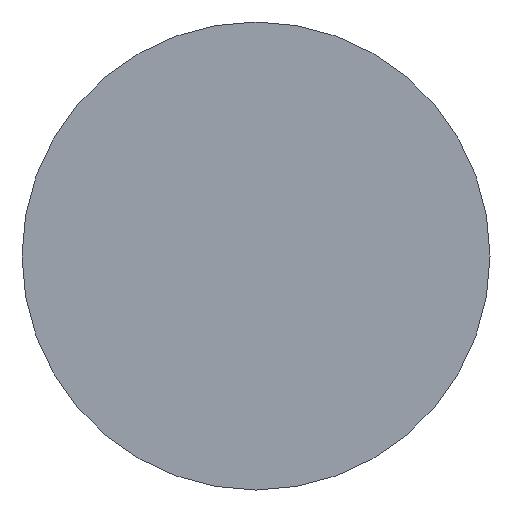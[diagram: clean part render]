
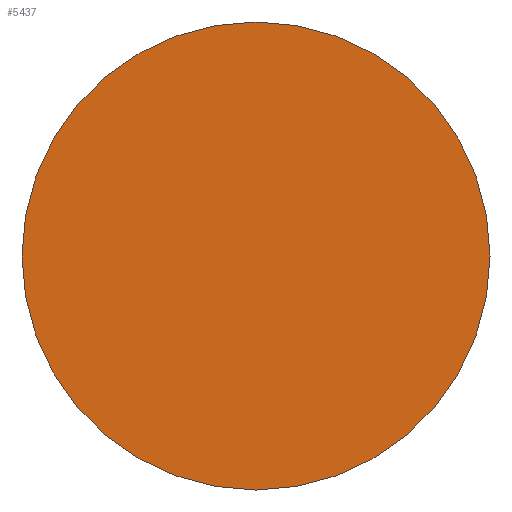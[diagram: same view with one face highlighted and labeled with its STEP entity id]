
A CAD part, left-side view. The second image highlights one B-rep face of the part: STEP entity #5437.
In plain terms, the highlighted planar face has unit normal (-1, 0, 0).
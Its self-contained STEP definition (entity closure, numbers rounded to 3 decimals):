
#1651 = ORIENTED_EDGE ( 'NONE', *, *, #5916, .T. ) ;
#1652 = ORIENTED_EDGE ( 'NONE', *, *, #6089, .T. ) ;
#1807 = VERTEX_POINT ( 'NONE', #7000 ) ;
#1808 = VERTEX_POINT ( 'NONE', #6859 ) ;
#3033 = CARTESIAN_POINT ( 'NONE',  ( 0., 0., 0. ) ) ;
#3034 = DIRECTION ( 'NONE',  ( -1., 0., 0. ) ) ;
#3035 = DIRECTION ( 'NONE',  ( 0., 0., 1. ) ) ;
#4586 = FACE_OUTER_BOUND ( 'NONE', #8294, .T. ) ;
#4786 = CIRCLE ( 'NONE', #6305, 2.5 ) ;
#4951 = CIRCLE ( 'NONE', #6372, 2.5 ) ;
#5437 = ADVANCED_FACE ( 'NONE', ( #4586 ), #5500, .F. ) ;
#5493 = CARTESIAN_POINT ( 'NONE',  ( 0., 0., 0. ) ) ;
#5500 = PLANE ( 'NONE',  #6249 ) ;
#5502 = DIRECTION ( 'NONE',  ( 1., 0., 0. ) ) ;
#5503 = DIRECTION ( 'NONE',  ( 0., 0., -1. ) ) ;
#5916 = EDGE_CURVE ( 'NONE', #1808, #1807, #4786, .T. ) ;
#6089 = EDGE_CURVE ( 'NONE', #1807, #1808, #4951, .T. ) ;
#6249 = AXIS2_PLACEMENT_3D ( 'NONE', #5493, #5502, #5503 ) ;
#6305 = AXIS2_PLACEMENT_3D ( 'NONE', #3033, #3034, #3035 ) ;
#6372 = AXIS2_PLACEMENT_3D ( 'NONE', #7482, #7483, #7484 ) ;
#6859 = CARTESIAN_POINT ( 'NONE',  ( 0., 0., -2.5 ) ) ;
#7000 = CARTESIAN_POINT ( 'NONE',  ( 0., 0., 2.5 ) ) ;
#7482 = CARTESIAN_POINT ( 'NONE',  ( 0., 0., 0. ) ) ;
#7483 = DIRECTION ( 'NONE',  ( -1., 0., 0. ) ) ;
#7484 = DIRECTION ( 'NONE',  ( 0., 0., 1. ) ) ;
#8294 = EDGE_LOOP ( 'NONE', ( #1652, #1651 ) ) ;
